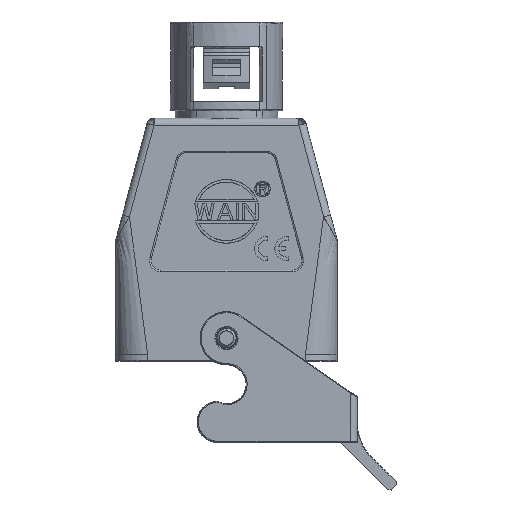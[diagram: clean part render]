
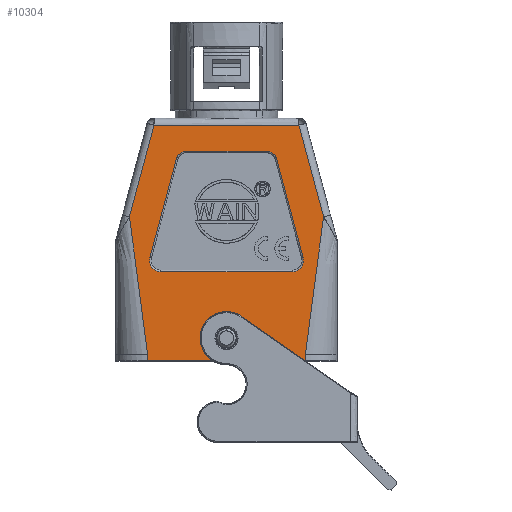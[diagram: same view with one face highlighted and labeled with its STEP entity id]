
A CAD part, top view. The second image highlights one B-rep face of the part: STEP entity #10304.
In plain terms, the highlighted planar face has unit normal (0, 0, 1).
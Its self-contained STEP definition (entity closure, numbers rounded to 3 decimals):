
#211=LINE('',#30016,#1854);
#212=LINE('',#30019,#1855);
#213=LINE('',#30021,#1856);
#214=LINE('',#30033,#1857);
#215=LINE('',#30053,#1858);
#216=LINE('',#30082,#1859);
#217=LINE('',#30094,#1860);
#218=LINE('',#30096,#1861);
#219=LINE('',#30098,#1862);
#1854=VECTOR('',#26433,1.);
#1855=VECTOR('',#26434,1.);
#1856=VECTOR('',#26435,1.);
#1857=VECTOR('',#26436,1.);
#1858=VECTOR('',#26437,1.);
#1859=VECTOR('',#26438,1.);
#1860=VECTOR('',#26439,1.);
#1861=VECTOR('',#26440,1.);
#1862=VECTOR('',#26441,1.);
#3489=FACE_BOUND('',#12139,.T.);
#3490=FACE_BOUND('',#12140,.T.);
#3491=FACE_BOUND('',#12141,.T.);
#10304=ADVANCED_FACE('',(#3489,#3490,#3491),#11019,.T.);
#11019=PLANE('',#25915);
#12139=EDGE_LOOP('',(#12962,#12963,#12964,#12965));
#12140=EDGE_LOOP('',(#12966,#12967,#12968,#12969,#12970,#12971,#12972,#12973));
#12141=EDGE_LOOP('',(#12974,#12975,#12976,#12977,#12978,#12979,#12980,#12981));
#12962=ORIENTED_EDGE('',*,*,#20330,.F.);
#12963=ORIENTED_EDGE('',*,*,#20331,.F.);
#12964=ORIENTED_EDGE('',*,*,#20332,.F.);
#12965=ORIENTED_EDGE('',*,*,#20333,.F.);
#12966=ORIENTED_EDGE('',*,*,#20334,.F.);
#12967=ORIENTED_EDGE('',*,*,#20335,.F.);
#12968=ORIENTED_EDGE('',*,*,#20336,.F.);
#12969=ORIENTED_EDGE('',*,*,#20337,.F.);
#12970=ORIENTED_EDGE('',*,*,#20338,.F.);
#12971=ORIENTED_EDGE('',*,*,#20339,.F.);
#12972=ORIENTED_EDGE('',*,*,#20340,.F.);
#12973=ORIENTED_EDGE('',*,*,#20341,.F.);
#12974=ORIENTED_EDGE('',*,*,#20342,.F.);
#12975=ORIENTED_EDGE('',*,*,#20343,.F.);
#12976=ORIENTED_EDGE('',*,*,#20344,.F.);
#12977=ORIENTED_EDGE('',*,*,#20345,.F.);
#12978=ORIENTED_EDGE('',*,*,#20346,.F.);
#12979=ORIENTED_EDGE('',*,*,#20347,.F.);
#12980=ORIENTED_EDGE('',*,*,#20348,.F.);
#12981=ORIENTED_EDGE('',*,*,#20349,.F.);
#16646=VERTEX_POINT('',#30017);
#16647=VERTEX_POINT('',#30018);
#16648=VERTEX_POINT('',#30020);
#16649=VERTEX_POINT('',#30022);
#16650=VERTEX_POINT('',#30034);
#16651=VERTEX_POINT('',#30035);
#16652=VERTEX_POINT('',#30042);
#16653=VERTEX_POINT('',#30047);
#16654=VERTEX_POINT('',#30052);
#16655=VERTEX_POINT('',#30054);
#16656=VERTEX_POINT('',#30059);
#16657=VERTEX_POINT('',#30064);
#16658=VERTEX_POINT('',#30075);
#16659=VERTEX_POINT('',#30076);
#16660=VERTEX_POINT('',#30081);
#16661=VERTEX_POINT('',#30083);
#16662=VERTEX_POINT('',#30088);
#16663=VERTEX_POINT('',#30093);
#16664=VERTEX_POINT('',#30095);
#16665=VERTEX_POINT('',#30097);
#20330=EDGE_CURVE('',#16646,#16647,#211,.T.);
#20331=EDGE_CURVE('',#16648,#16646,#212,.T.);
#20332=EDGE_CURVE('',#16649,#16648,#213,.T.);
#20333=EDGE_CURVE('',#16647,#16649,#23999,.T.);
#20334=EDGE_CURVE('',#16650,#16651,#214,.T.);
#20335=EDGE_CURVE('',#16652,#16650,#24000,.T.);
#20336=EDGE_CURVE('',#16653,#16652,#24001,.T.);
#20337=EDGE_CURVE('',#16654,#16653,#24002,.T.);
#20338=EDGE_CURVE('',#16655,#16654,#215,.T.);
#20339=EDGE_CURVE('',#16656,#16655,#24003,.T.);
#20340=EDGE_CURVE('',#16657,#16656,#24004,.T.);
#20341=EDGE_CURVE('',#16651,#16657,#24005,.T.);
#20342=EDGE_CURVE('',#16658,#16659,#24006,.T.);
#20343=EDGE_CURVE('',#16660,#16658,#24007,.T.);
#20344=EDGE_CURVE('',#16661,#16660,#216,.T.);
#20345=EDGE_CURVE('',#16662,#16661,#24008,.T.);
#20346=EDGE_CURVE('',#16663,#16662,#24009,.T.);
#20347=EDGE_CURVE('',#16664,#16663,#217,.T.);
#20348=EDGE_CURVE('',#16665,#16664,#218,.T.);
#20349=EDGE_CURVE('',#16659,#16665,#219,.T.);
#23999=B_SPLINE_CURVE_WITH_KNOTS('',3,(#30023,#30024,#30025,#30026,#30027,
#30028,#30029,#30030,#30031,#30032),.UNSPECIFIED.,.F.,.F.,(4,2,2,2,4),(0.,
0.25,0.5,0.75,1.),.UNSPECIFIED.);
#24000=B_SPLINE_CURVE_WITH_KNOTS('',3,(#30036,#30037,#30038,#30039,#30040,
#30041),.UNSPECIFIED.,.F.,.F.,(4,2,4),(0.,0.5,1.),.UNSPECIFIED.);
#24001=B_SPLINE_CURVE_WITH_KNOTS('',3,(#30043,#30044,#30045,#30046),
 .UNSPECIFIED.,.F.,.F.,(4,4),(0.,1.),.UNSPECIFIED.);
#24002=B_SPLINE_CURVE_WITH_KNOTS('',3,(#30048,#30049,#30050,#30051),
 .UNSPECIFIED.,.F.,.F.,(4,4),(0.,1.),.UNSPECIFIED.);
#24003=B_SPLINE_CURVE_WITH_KNOTS('',3,(#30055,#30056,#30057,#30058),
 .UNSPECIFIED.,.F.,.F.,(4,4),(0.,1.),.UNSPECIFIED.);
#24004=B_SPLINE_CURVE_WITH_KNOTS('',3,(#30060,#30061,#30062,#30063),
 .UNSPECIFIED.,.F.,.F.,(4,4),(0.,1.),.UNSPECIFIED.);
#24005=B_SPLINE_CURVE_WITH_KNOTS('',3,(#30065,#30066,#30067,#30068,#30069,
#30070),.UNSPECIFIED.,.F.,.F.,(4,2,4),(0.,0.5,1.),.UNSPECIFIED.);
#24006=B_SPLINE_CURVE_WITH_KNOTS('',3,(#30071,#30072,#30073,#30074),
 .UNSPECIFIED.,.F.,.F.,(4,4),(0.,1.),.UNSPECIFIED.);
#24007=B_SPLINE_CURVE_WITH_KNOTS('',3,(#30077,#30078,#30079,#30080),
 .UNSPECIFIED.,.F.,.F.,(4,4),(0.,1.),.UNSPECIFIED.);
#24008=B_SPLINE_CURVE_WITH_KNOTS('',3,(#30084,#30085,#30086,#30087),
 .UNSPECIFIED.,.F.,.F.,(4,4),(0.,1.),.UNSPECIFIED.);
#24009=B_SPLINE_CURVE_WITH_KNOTS('',3,(#30089,#30090,#30091,#30092),
 .UNSPECIFIED.,.F.,.F.,(4,4),(0.,1.),.UNSPECIFIED.);
#25915=AXIS2_PLACEMENT_3D('',#30099,#26442,#26443);
#26433=DIRECTION('',(0.,1.,0.));
#26434=DIRECTION('',(1.,0.,0.));
#26435=DIRECTION('',(0.,-1.,0.));
#26436=DIRECTION('',(1.,0.,0.));
#26437=DIRECTION('',(-1.,0.,0.));
#26438=DIRECTION('',(1.,0.,0.));
#26439=DIRECTION('',(0.,1.,0.));
#26440=DIRECTION('',(-1.,0.,0.));
#26441=DIRECTION('',(0.,-1.,0.));
#26442=DIRECTION('',(0.,0.,1.));
#26443=DIRECTION('',(1.,0.,0.));
#30016=CARTESIAN_POINT('',(3.25,28.15,13.425));
#30017=CARTESIAN_POINT('',(3.25,5.,13.425));
#30018=CARTESIAN_POINT('',(3.25,8.35,13.425));
#30019=CARTESIAN_POINT('',(0.,5.,13.425));
#30020=CARTESIAN_POINT('',(-3.25,5.,13.425));
#30021=CARTESIAN_POINT('',(-3.25,28.15,13.425));
#30022=CARTESIAN_POINT('',(-3.25,8.35,13.425));
#30023=CARTESIAN_POINT('',(3.25,8.35,13.425));
#30024=CARTESIAN_POINT('',(3.249,9.207,13.425));
#30025=CARTESIAN_POINT('',(2.909,10.036,13.425));
#30026=CARTESIAN_POINT('',(1.693,11.254,13.425));
#30027=CARTESIAN_POINT('',(0.861,11.6,13.425));
#30028=CARTESIAN_POINT('',(-0.862,11.6,13.425));
#30029=CARTESIAN_POINT('',(-1.693,11.255,13.425));
#30030=CARTESIAN_POINT('',(-2.911,10.033,13.425));
#30031=CARTESIAN_POINT('',(-3.249,9.203,13.425));
#30032=CARTESIAN_POINT('',(-3.25,8.35,13.425));
#30033=CARTESIAN_POINT('',(0.,22.2,13.425));
#30034=CARTESIAN_POINT('',(-13.743,22.2,13.425));
#30035=CARTESIAN_POINT('',(13.743,22.2,13.425));
#30036=CARTESIAN_POINT('',(-15.965,25.095,13.425));
#30037=CARTESIAN_POINT('',(-16.149,24.404,13.425));
#30038=CARTESIAN_POINT('',(-16.004,23.669,13.425));
#30039=CARTESIAN_POINT('',(-15.13,22.531,13.425));
#30040=CARTESIAN_POINT('',(-14.451,22.201,13.425));
#30041=CARTESIAN_POINT('',(-13.743,22.2,13.425));
#30042=CARTESIAN_POINT('',(-15.965,25.095,13.425));
#30043=CARTESIAN_POINT('',(-10.472,45.595,13.425));
#30044=CARTESIAN_POINT('',(-12.303,38.762,13.425));
#30045=CARTESIAN_POINT('',(-14.134,31.929,13.425));
#30046=CARTESIAN_POINT('',(-15.965,25.095,13.425));
#30047=CARTESIAN_POINT('',(-10.472,45.595,13.425));
#30048=CARTESIAN_POINT('',(-8.25,47.3,13.425));
#30049=CARTESIAN_POINT('',(-9.268,47.298,13.425));
#30050=CARTESIAN_POINT('',(-10.208,46.572,13.425));
#30051=CARTESIAN_POINT('',(-10.472,45.595,13.425));
#30052=CARTESIAN_POINT('',(-8.25,47.3,13.425));
#30053=CARTESIAN_POINT('',(0.,47.3,13.425));
#30054=CARTESIAN_POINT('',(8.25,47.3,13.425));
#30055=CARTESIAN_POINT('',(10.472,45.595,13.425));
#30056=CARTESIAN_POINT('',(10.206,46.578,13.425));
#30057=CARTESIAN_POINT('',(9.261,47.298,13.425));
#30058=CARTESIAN_POINT('',(8.25,47.3,13.425));
#30059=CARTESIAN_POINT('',(10.472,45.595,13.425));
#30060=CARTESIAN_POINT('',(15.965,25.095,13.425));
#30061=CARTESIAN_POINT('',(14.134,31.929,13.425));
#30062=CARTESIAN_POINT('',(12.303,38.762,13.425));
#30063=CARTESIAN_POINT('',(10.472,45.595,13.425));
#30064=CARTESIAN_POINT('',(15.965,25.095,13.425));
#30065=CARTESIAN_POINT('',(13.743,22.2,13.425));
#30066=CARTESIAN_POINT('',(14.458,22.201,13.425));
#30067=CARTESIAN_POINT('',(15.131,22.531,13.425));
#30068=CARTESIAN_POINT('',(16.004,23.67,13.425));
#30069=CARTESIAN_POINT('',(16.147,24.411,13.425));
#30070=CARTESIAN_POINT('',(15.965,25.095,13.425));
#30071=CARTESIAN_POINT('',(20.22,33.588,13.425));
#30072=CARTESIAN_POINT('',(18.955,24.059,13.425));
#30073=CARTESIAN_POINT('',(17.69,14.529,13.425));
#30074=CARTESIAN_POINT('',(16.425,5.,13.425));
#30075=CARTESIAN_POINT('',(20.22,33.588,13.425));
#30076=CARTESIAN_POINT('',(16.425,5.,13.425));
#30077=CARTESIAN_POINT('',(15.099,52.7,13.425));
#30078=CARTESIAN_POINT('',(16.806,46.329,13.425));
#30079=CARTESIAN_POINT('',(18.513,39.959,13.425));
#30080=CARTESIAN_POINT('',(20.22,33.588,13.425));
#30081=CARTESIAN_POINT('',(15.099,52.7,13.425));
#30082=CARTESIAN_POINT('',(0.,52.7,13.425));
#30083=CARTESIAN_POINT('',(-15.099,52.7,13.425));
#30084=CARTESIAN_POINT('',(-20.22,33.588,13.425));
#30085=CARTESIAN_POINT('',(-18.513,39.959,13.425));
#30086=CARTESIAN_POINT('',(-16.806,46.329,13.425));
#30087=CARTESIAN_POINT('',(-15.099,52.7,13.425));
#30088=CARTESIAN_POINT('',(-20.22,33.588,13.425));
#30089=CARTESIAN_POINT('',(-16.425,5.,13.425));
#30090=CARTESIAN_POINT('',(-17.69,14.529,13.425));
#30091=CARTESIAN_POINT('',(-18.955,24.059,13.425));
#30092=CARTESIAN_POINT('',(-20.22,33.588,13.425));
#30093=CARTESIAN_POINT('',(-16.425,5.,13.425));
#30094=CARTESIAN_POINT('',(-16.425,28.15,13.425));
#30095=CARTESIAN_POINT('',(-16.425,3.6,13.425));
#30096=CARTESIAN_POINT('',(0.,3.6,13.425));
#30097=CARTESIAN_POINT('',(16.425,3.6,13.425));
#30098=CARTESIAN_POINT('',(16.425,28.15,13.425));
#30099=CARTESIAN_POINT('',(-21.029,2.618,13.425));
